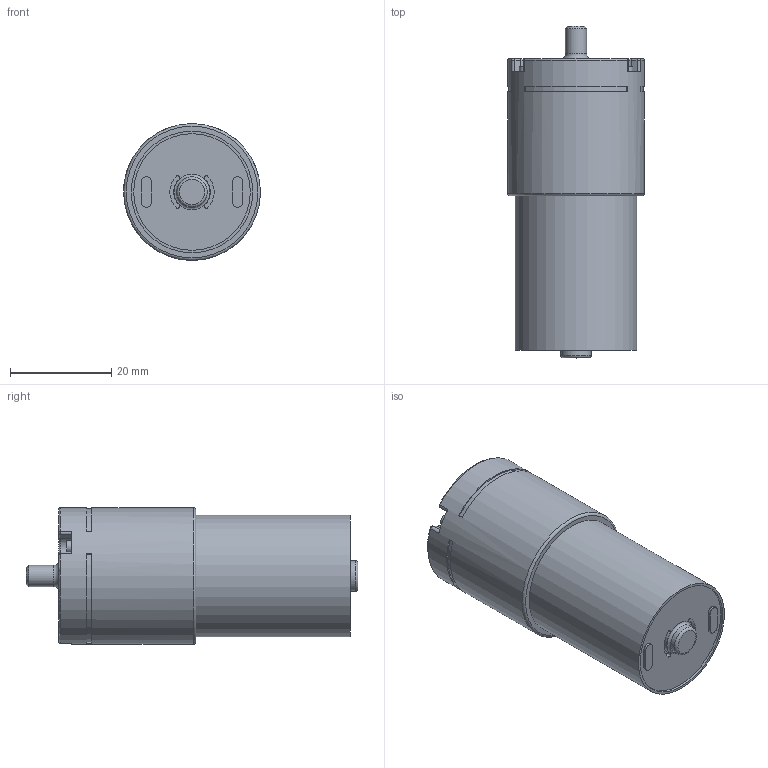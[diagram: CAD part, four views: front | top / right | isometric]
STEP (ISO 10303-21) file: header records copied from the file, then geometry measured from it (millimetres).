
FILE_DESCRIPTION(/* description */ (''),/* implementation_level */ '2;1');
FILE_NAME(/* name */ 'model.step',/* time_stamp */ '2021-08-25T08:54:13+07:00',/* author */ (''),/* organization */ (''),/* preprocessor_version */ 'ST-DEVELOPER v18.1',/* originating_system */ 'Autodesk Translation Framework v10.10.0.1391',/* authorisation */ '');
FILE_SCHEMA (('AUTOMOTIVE_DESIGN { 1 0 10303 214 3 1 1 }'));
Length unit declared in the file: millimetre
Products named in the file (1): Airpump
Bounding box: 27 x 65.5 x 27 mm (x, y, z)
Volume: 29073.7 mm3; surface area: 6932.6 mm2
Topology: 2 solids, 2 shells, 96 faces, 218 edges, 139 vertices
Faces by surface type: plane 40, cylinder 39, torus 10, bspline 6, cone 1
Full cylindrical faces by diameter (mm): 1 x1, 2.5 x3, 4.2 x1, 6 x1, 23 x1, 24 x1, 27 x1
Entity records: 2872 total; most frequent: CARTESIAN_POINT 538, DIRECTION 523, ORIENTED_EDGE 436, EDGE_CURVE 218, AXIS2_PLACEMENT_3D 214, VERTEX_POINT 139, CIRCLE 123, EDGE_LOOP 109
